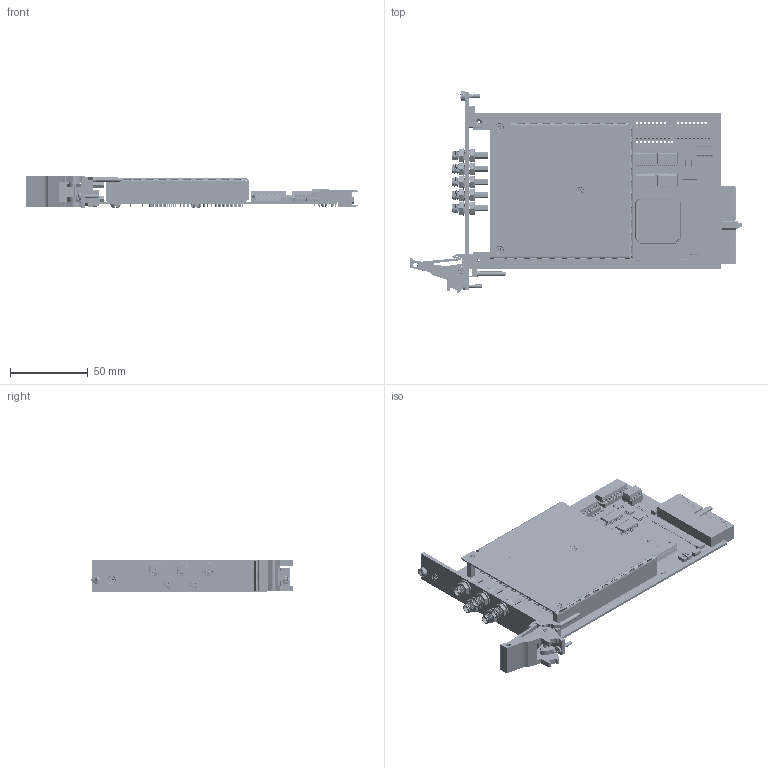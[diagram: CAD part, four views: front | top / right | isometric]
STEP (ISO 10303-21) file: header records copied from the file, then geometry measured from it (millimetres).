
FILE_DESCRIPTION (( 'STEP AP214' ), '1' );
FILE_NAME ('40-740-521 PXI 4CH MUX Auto Term 50 Ohm SMA.STEP', '2013-09-05T13:51:15', ( 'admin' ), ( '' ), 'SwSTEP 2.0', 'SolidWorks 2012', '' );
FILE_SCHEMA (( 'AUTOMOTIVE_DESIGN' ));
Length unit declared in the file: millimetre
Products named in the file (1): 40-740-521 PXI 4CH MUX Auto Term 50 Ohm SMA
Bounding box: 213.99 x 129.67 x 20 mm (x, y, z)
Surface area: 98120.7 mm2 (no closed solid volume)
Topology: 0 solids, 647 shells, 4170 faces, 16622 edges, 12667 vertices
Faces by surface type: plane 2741, cylinder 1081, bspline 238, cone 83, torus 21, sphere 6
Full cylindrical faces by diameter (mm): 0.5 x2, 0.6 x110, 0.7 x180, 0.8 x5, 1 x31, 1.245 x5, 1.397 x60, 1.422 x27, 1.496 x2, 1.524 x66, 1.651 x80, 1.967 x2, 2 x5, 2.015 x1, 2.032 x16, 2.05 x1, 2.094 x1, 2.095 x5, 2.179 x1, 2.438 x2, 2.497 x1, 2.5 x3, 2.6 x1, 2.7 x1, 2.8 x1, 3 x3, 4.55 x5, 4.7 x4, 5 x3, 5.3 x6
Entity records: 332813 total; most frequent: CARTESIAN_POINT 158358, DIRECTION 24929, ORIENTED_EDGE 21969, EDGE_CURVE 15635, VERTEX_POINT 12362, LINE 10663, VECTOR 10663, AXIS2_PLACEMENT_3D 7133
